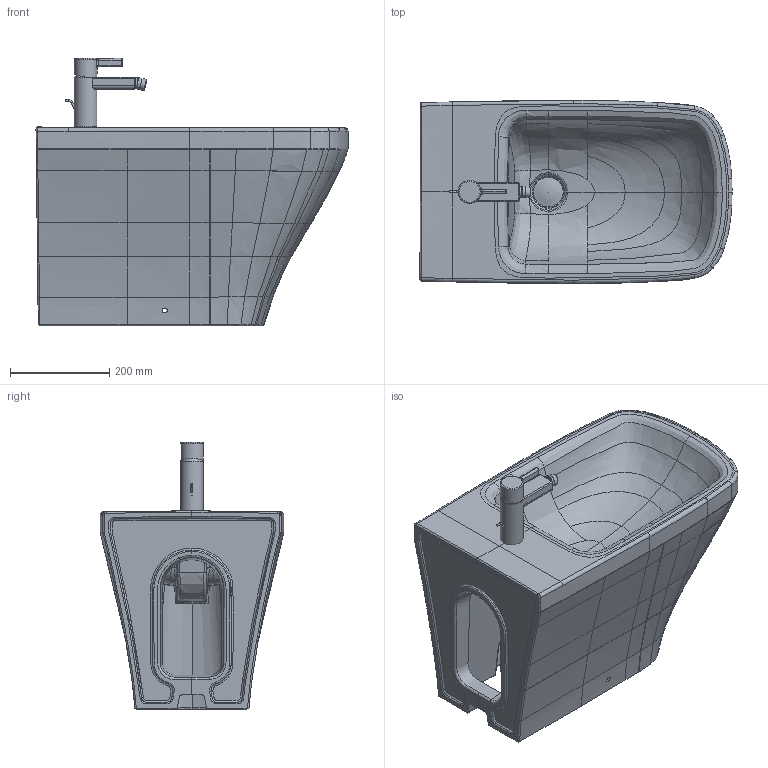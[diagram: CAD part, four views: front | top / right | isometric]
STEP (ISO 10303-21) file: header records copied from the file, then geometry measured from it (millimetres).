
FILE_DESCRIPTION((''),'2;1');
FILE_NAME('228310.stp','2013-05-27T12:51:25',('Administrator'),(''),'Autodesk Inventor 2011','Autodesk Inventor 2011','');
FILE_SCHEMA(('CONFIG_CONTROL_DESIGN'));
Length unit declared in the file: millimetre
Products named in the file (11): 228310; Kelch; Stopfen; Armatur Durastyle Bidet; Fassung Sieb; Griff; Gehäuse Bidet; Hebel_Ventil; Kugel; Gleitring
Assembly tree (10 placements, depth 3):
  228310
    228310
    Kelch
    Stopfen
    Armatur Durastyle Bidet
      Fassung Sieb
      Griff
      Gehäuse Bidet
      Hebel_Ventil
      Kugel
      Gleitring
Bounding box: 630.07 x 370.01 x 540.49 mm (x, y, z)
Volume: 33785381.4 mm3; surface area: 1441911.1 mm2
Topology: 8 solids, 10 shells, 731 faces, 1724 edges, 990 vertices
Faces by surface type: bspline 508, cylinder 104, plane 83, torus 17, sphere 15, cone 4
Full cylindrical faces by diameter (mm): 4 x2, 10 x2, 20.15 x1, 21.15 x1, 21.334 x1, 23.15 x1, 25 x1, 35 x1, 42 x1, 44 x1, 46 x2, 46.241 x1, 60 x1
Entity records: 126606 total; most frequent: CARTESIAN_POINT 112118, ORIENTED_EDGE 3330, DIRECTION 1791, EDGE_CURVE 1667, VERTEX_POINT 977, B_SPLINE_CURVE_WITH_KNOTS 862, EDGE_LOOP 788, AXIS2_PLACEMENT_3D 743
